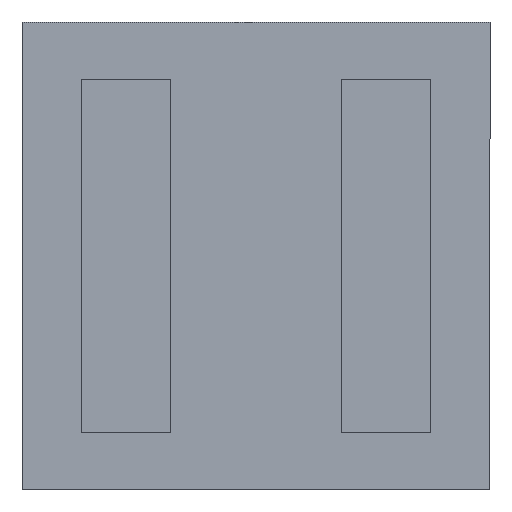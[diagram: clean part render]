
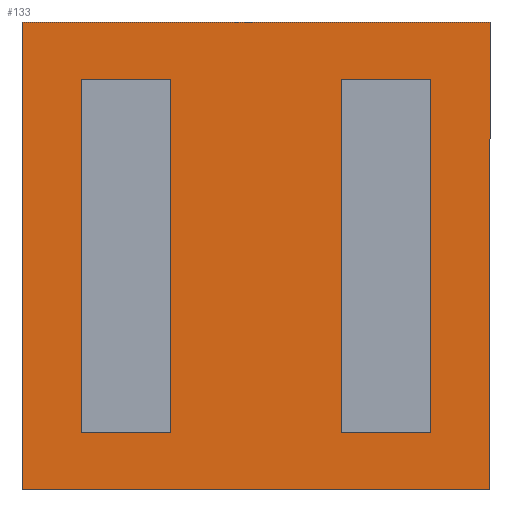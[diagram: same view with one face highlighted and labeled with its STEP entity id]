
A CAD part, front view. The second image highlights one B-rep face of the part: STEP entity #133.
In plain terms, the highlighted planar face has unit normal (0, -1, 0).
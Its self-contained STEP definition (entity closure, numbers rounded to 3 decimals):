
#1 = ORIENTED_EDGE ( 'NONE', *, *, #1429, .F. ) ;
#10 = VECTOR ( 'NONE', #414, 1000. ) ;
#12 = VECTOR ( 'NONE', #1346, 1000. ) ;
#40 = CARTESIAN_POINT ( 'NONE',  ( 0.785, 0., -1.625 ) ) ;
#89 = VERTEX_POINT ( 'NONE', #1352 ) ;
#94 = EDGE_CURVE ( 'NONE', #1679, #89, #306, .T. ) ;
#109 = VECTOR ( 'NONE', #1304, 1000. ) ;
#110 = EDGE_LOOP ( 'NONE', ( #321, #611, #1295, #812 ) ) ;
#133 = ADVANCED_FACE ( 'NONE', ( #1133, #203, #1667 ), #1011, .F. ) ;
#175 = DIRECTION ( 'NONE',  ( -1., 0., 0. ) ) ;
#179 = LINE ( 'NONE', #941, #409 ) ;
#186 = CARTESIAN_POINT ( 'NONE',  ( -1.605, 0., -1.625 ) ) ;
#203 = FACE_OUTER_BOUND ( 'NONE', #1563, .T. ) ;
#208 = CARTESIAN_POINT ( 'NONE',  ( -2.15, 0., -2.15 ) ) ;
#217 = VECTOR ( 'NONE', #827, 1000. ) ;
#220 = VECTOR ( 'NONE', #907, 1000. ) ;
#235 = ORIENTED_EDGE ( 'NONE', *, *, #759, .F. ) ;
#241 = ORIENTED_EDGE ( 'NONE', *, *, #601, .T. ) ;
#250 = VECTOR ( 'NONE', #1208, 1000. ) ;
#254 = DIRECTION ( 'NONE',  ( 0., 1., 0. ) ) ;
#267 = CARTESIAN_POINT ( 'NONE',  ( -0.785, 0., 1.625 ) ) ;
#268 = CARTESIAN_POINT ( 'NONE',  ( 2.15, 0., 2.15 ) ) ;
#287 = CARTESIAN_POINT ( 'NONE',  ( 0., 0., 1.625 ) ) ;
#298 = DIRECTION ( 'NONE',  ( -1., 0., 0. ) ) ;
#302 = CARTESIAN_POINT ( 'NONE',  ( -1.605, 0., 0. ) ) ;
#306 = LINE ( 'NONE', #287, #1141 ) ;
#308 = LINE ( 'NONE', #1070, #1275 ) ;
#321 = ORIENTED_EDGE ( 'NONE', *, *, #1125, .F. ) ;
#323 = LINE ( 'NONE', #302, #1037 ) ;
#346 = VERTEX_POINT ( 'NONE', #578 ) ;
#362 = CARTESIAN_POINT ( 'NONE',  ( -0.785, 0., -1.625 ) ) ;
#409 = VECTOR ( 'NONE', #298, 1000. ) ;
#414 = DIRECTION ( 'NONE',  ( 1., 0., 0. ) ) ;
#424 = CARTESIAN_POINT ( 'NONE',  ( -2.15, 0., -2.15 ) ) ;
#433 = DIRECTION ( 'NONE',  ( 0., 0., 1. ) ) ;
#442 = VECTOR ( 'NONE', #452, 1000. ) ;
#444 = CARTESIAN_POINT ( 'NONE',  ( -2.15, 0., 2.15 ) ) ;
#447 = EDGE_LOOP ( 'NONE', ( #1, #1482, #1488, #235 ) ) ;
#452 = DIRECTION ( 'NONE',  ( 0., 0., -1. ) ) ;
#490 = DIRECTION ( 'NONE',  ( 0., 0., 1. ) ) ;
#557 = CARTESIAN_POINT ( 'NONE',  ( 0., 0., -1.625 ) ) ;
#576 = CARTESIAN_POINT ( 'NONE',  ( -2.15, 0., -2.15 ) ) ;
#578 = CARTESIAN_POINT ( 'NONE',  ( 1.605, 0., 1.625 ) ) ;
#598 = VERTEX_POINT ( 'NONE', #186 ) ;
#601 = EDGE_CURVE ( 'NONE', #635, #816, #308, .T. ) ;
#608 = VERTEX_POINT ( 'NONE', #40 ) ;
#611 = ORIENTED_EDGE ( 'NONE', *, *, #670, .F. ) ;
#635 = VERTEX_POINT ( 'NONE', #922 ) ;
#646 = VECTOR ( 'NONE', #490, 1000. ) ;
#652 = VERTEX_POINT ( 'NONE', #1595 ) ;
#670 = EDGE_CURVE ( 'NONE', #598, #764, #792, .T. ) ;
#759 = EDGE_CURVE ( 'NONE', #1260, #346, #1258, .T. ) ;
#762 = DIRECTION ( 'NONE',  ( 0., 0., 1. ) ) ;
#764 = VERTEX_POINT ( 'NONE', #362 ) ;
#770 = CARTESIAN_POINT ( 'NONE',  ( 0., 0., 0. ) ) ;
#792 = LINE ( 'NONE', #557, #10 ) ;
#812 = ORIENTED_EDGE ( 'NONE', *, *, #94, .F. ) ;
#816 = VERTEX_POINT ( 'NONE', #268 ) ;
#827 = DIRECTION ( 'NONE',  ( -1., 0., 0. ) ) ;
#907 = DIRECTION ( 'NONE',  ( 0., 0., -1. ) ) ;
#911 = LINE ( 'NONE', #1434, #109 ) ;
#915 = EDGE_CURVE ( 'NONE', #89, #598, #323, .T. ) ;
#922 = CARTESIAN_POINT ( 'NONE',  ( 2.15, 0., -2.15 ) ) ;
#941 = CARTESIAN_POINT ( 'NONE',  ( 0., 0., 1.625 ) ) ;
#1011 = PLANE ( 'NONE',  #1393 ) ;
#1037 = VECTOR ( 'NONE', #1631, 1000. ) ;
#1070 = CARTESIAN_POINT ( 'NONE',  ( 2.15, 0., -2.15 ) ) ;
#1125 = EDGE_CURVE ( 'NONE', #764, #1679, #1298, .T. ) ;
#1133 = FACE_BOUND ( 'NONE', #110, .T. ) ;
#1138 = VERTEX_POINT ( 'NONE', #424 ) ;
#1141 = VECTOR ( 'NONE', #175, 1000. ) ;
#1146 = EDGE_CURVE ( 'NONE', #346, #652, #179, .T. ) ;
#1160 = VERTEX_POINT ( 'NONE', #1473 ) ;
#1178 = ORIENTED_EDGE ( 'NONE', *, *, #1205, .T. ) ;
#1205 = EDGE_CURVE ( 'NONE', #816, #1160, #1454, .T. ) ;
#1208 = DIRECTION ( 'NONE',  ( 1., 0., 0. ) ) ;
#1217 = EDGE_CURVE ( 'NONE', #1160, #1138, #1628, .T. ) ;
#1258 = LINE ( 'NONE', #1666, #646 ) ;
#1260 = VERTEX_POINT ( 'NONE', #1261 ) ;
#1261 = CARTESIAN_POINT ( 'NONE',  ( 1.605, 0., -1.625 ) ) ;
#1275 = VECTOR ( 'NONE', #433, 1000. ) ;
#1295 = ORIENTED_EDGE ( 'NONE', *, *, #915, .F. ) ;
#1298 = LINE ( 'NONE', #1355, #12 ) ;
#1304 = DIRECTION ( 'NONE',  ( 1., 0., 0. ) ) ;
#1329 = CARTESIAN_POINT ( 'NONE',  ( 0.785, 0., 0. ) ) ;
#1346 = DIRECTION ( 'NONE',  ( 0., 0., 1. ) ) ;
#1352 = CARTESIAN_POINT ( 'NONE',  ( -1.605, 0., 1.625 ) ) ;
#1355 = CARTESIAN_POINT ( 'NONE',  ( -0.785, 0., 0. ) ) ;
#1361 = LINE ( 'NONE', #208, #250 ) ;
#1393 = AXIS2_PLACEMENT_3D ( 'NONE', #770, #254, #762 ) ;
#1399 = ORIENTED_EDGE ( 'NONE', *, *, #1512, .T. ) ;
#1419 = ORIENTED_EDGE ( 'NONE', *, *, #1217, .T. ) ;
#1429 = EDGE_CURVE ( 'NONE', #608, #1260, #911, .T. ) ;
#1434 = CARTESIAN_POINT ( 'NONE',  ( 0., 0., -1.625 ) ) ;
#1454 = LINE ( 'NONE', #444, #217 ) ;
#1473 = CARTESIAN_POINT ( 'NONE',  ( -2.15, 0., 2.15 ) ) ;
#1482 = ORIENTED_EDGE ( 'NONE', *, *, #1653, .F. ) ;
#1488 = ORIENTED_EDGE ( 'NONE', *, *, #1146, .F. ) ;
#1512 = EDGE_CURVE ( 'NONE', #1138, #635, #1361, .T. ) ;
#1556 = LINE ( 'NONE', #1329, #220 ) ;
#1563 = EDGE_LOOP ( 'NONE', ( #1178, #1419, #1399, #241 ) ) ;
#1595 = CARTESIAN_POINT ( 'NONE',  ( 0.785, 0., 1.625 ) ) ;
#1628 = LINE ( 'NONE', #576, #442 ) ;
#1631 = DIRECTION ( 'NONE',  ( 0., 0., -1. ) ) ;
#1653 = EDGE_CURVE ( 'NONE', #652, #608, #1556, .T. ) ;
#1666 = CARTESIAN_POINT ( 'NONE',  ( 1.605, 0., 0. ) ) ;
#1667 = FACE_BOUND ( 'NONE', #447, .T. ) ;
#1679 = VERTEX_POINT ( 'NONE', #267 ) ;
